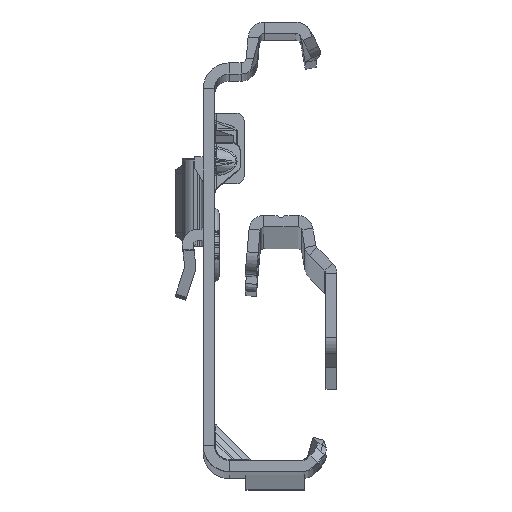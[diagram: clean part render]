
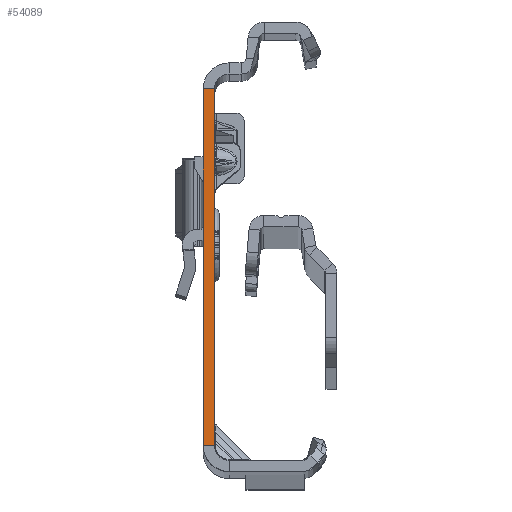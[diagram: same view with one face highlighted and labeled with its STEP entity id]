
A CAD part, top view. The second image highlights one B-rep face of the part: STEP entity #54089.
In plain terms, the highlighted planar face has unit normal (0, 0, 1).
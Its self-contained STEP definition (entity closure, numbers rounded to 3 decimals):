
#165 = CARTESIAN_POINT ( 'NONE',  ( -1.5, -27.865, 0. ) ) ;
#1073 = EDGE_CURVE ( 'NONE', #23145, #25484, #52090, .T. ) ;
#1569 = EDGE_CURVE ( 'NONE', #25096, #23145, #52937, .T. ) ;
#2668 = LINE ( 'NONE', #40411, #7742 ) ;
#4257 = CARTESIAN_POINT ( 'NONE',  ( -1.5, 22.135, 0. ) ) ;
#4890 = DIRECTION ( 'NONE',  ( 1., 0., 0. ) ) ;
#5495 = VECTOR ( 'NONE', #31732, 1000. ) ;
#7141 = DIRECTION ( 'NONE',  ( -1., 0., 0. ) ) ;
#7742 = VECTOR ( 'NONE', #11022, 1000. ) ;
#9597 = VECTOR ( 'NONE', #42866, 1000. ) ;
#11022 = DIRECTION ( 'NONE',  ( 0., -1., 0. ) ) ;
#12309 = ORIENTED_EDGE ( 'NONE', *, *, #41901, .F. ) ;
#14291 = CARTESIAN_POINT ( 'NONE',  ( -1.5, -25.865, 0. ) ) ;
#17435 = CARTESIAN_POINT ( 'NONE',  ( -1.5, -27.865, 0. ) ) ;
#17892 = CARTESIAN_POINT ( 'NONE',  ( 0., -25.865, 0. ) ) ;
#18040 = CARTESIAN_POINT ( 'NONE',  ( 0., 22.135, 0. ) ) ;
#18827 = EDGE_LOOP ( 'NONE', ( #12309, #39096, #43508, #51573 ) ) ;
#22252 = VERTEX_POINT ( 'NONE', #17892 ) ;
#23145 = VERTEX_POINT ( 'NONE', #4257 ) ;
#25096 = VERTEX_POINT ( 'NONE', #51083 ) ;
#25484 = VERTEX_POINT ( 'NONE', #14291 ) ;
#26199 = FACE_OUTER_BOUND ( 'NONE', #18827, .T. ) ;
#26536 = VECTOR ( 'NONE', #7141, 1000. ) ;
#31732 = DIRECTION ( 'NONE',  ( -1., 0., 0. ) ) ;
#39096 = ORIENTED_EDGE ( 'NONE', *, *, #1569, .T. ) ;
#40411 = CARTESIAN_POINT ( 'NONE',  ( 0., -27.865, 0. ) ) ;
#41240 = LINE ( 'NONE', #54111, #26536 ) ;
#41901 = EDGE_CURVE ( 'NONE', #25096, #22252, #2668, .T. ) ;
#41907 = EDGE_CURVE ( 'NONE', #22252, #25484, #41240, .T. ) ;
#42866 = DIRECTION ( 'NONE',  ( 0., -1., 0. ) ) ;
#43194 = DIRECTION ( 'NONE',  ( 0., 0., 1. ) ) ;
#43508 = ORIENTED_EDGE ( 'NONE', *, *, #1073, .T. ) ;
#51083 = CARTESIAN_POINT ( 'NONE',  ( 0., 22.135, 0. ) ) ;
#51573 = ORIENTED_EDGE ( 'NONE', *, *, #41907, .F. ) ;
#52090 = LINE ( 'NONE', #17435, #9597 ) ;
#52937 = LINE ( 'NONE', #18040, #5495 ) ;
#53633 = AXIS2_PLACEMENT_3D ( 'NONE', #165, #43194, #4890 ) ;
#54089 = ADVANCED_FACE ( 'NONE', ( #26199 ), #55229, .T. ) ;
#54111 = CARTESIAN_POINT ( 'NONE',  ( 0., -25.865, 0. ) ) ;
#55229 = PLANE ( 'NONE',  #53633 ) ;
